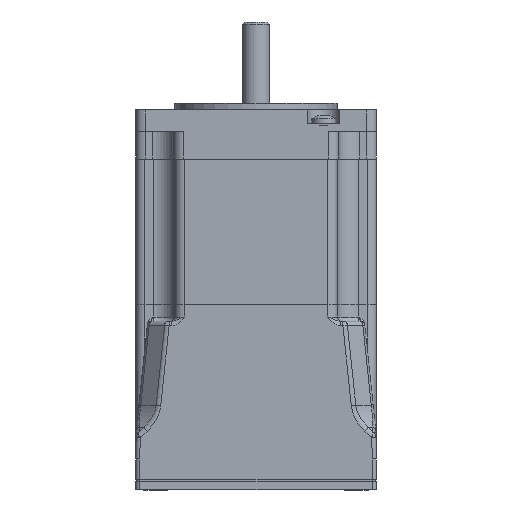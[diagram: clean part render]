
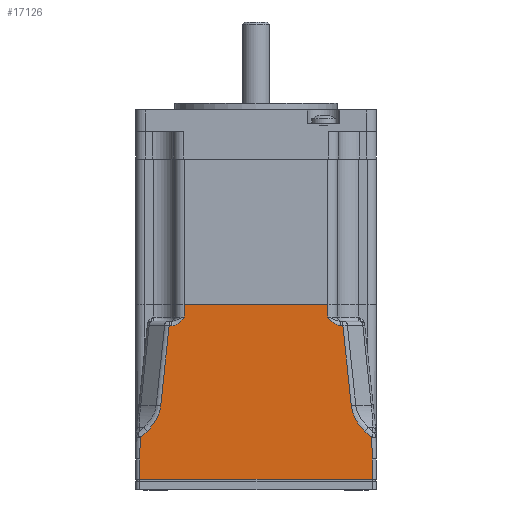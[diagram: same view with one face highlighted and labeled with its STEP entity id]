
A CAD part, front view. The second image highlights one B-rep face of the part: STEP entity #17126.
In plain terms, the highlighted planar face has unit normal (0, -1, 0).
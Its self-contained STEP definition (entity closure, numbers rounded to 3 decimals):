
#13=ELLIPSE('',#18703,16.263,11.5);
#14=ELLIPSE('',#18704,16.263,11.5);
#15=ELLIPSE('',#18705,0.778,0.562);
#288=B_SPLINE_CURVE_WITH_KNOTS('',3,(#33716,#33717,#33718,#33719,#33720,
#33721,#33722,#33723,#33724,#33725,#33726,#33727),.UNSPECIFIED.,.F.,.F.,
(4,2,1,1,1,1,1,1,4),(-0.001,0.,0.074,0.111,
0.148,0.185,0.222,0.296,
0.37),.UNSPECIFIED.);
#289=B_SPLINE_CURVE_WITH_KNOTS('',3,(#33735,#33736,#33737,#33738,#33739,
#33740,#33741,#33742,#33743,#33744,#33745,#33746),.UNSPECIFIED.,.F.,.F.,
(4,1,1,1,1,1,1,2,4),(0.,0.148,0.185,0.222,
0.259,0.296,0.333,0.37,
0.37),.UNSPECIFIED.);
#1321=LINE('',#33607,#2618);
#1346=LINE('',#33700,#2643);
#1347=LINE('',#33704,#2644);
#1348=LINE('',#33708,#2645);
#1349=LINE('',#33712,#2646);
#1350=LINE('',#33714,#2647);
#1351=LINE('',#33729,#2648);
#1352=LINE('',#33731,#2649);
#1353=LINE('',#33733,#2650);
#1354=LINE('',#33748,#2651);
#1355=LINE('',#33750,#2652);
#1356=LINE('',#33754,#2653);
#1357=LINE('',#33756,#2654);
#2618=VECTOR('',#22387,10.);
#2643=VECTOR('',#22460,10.);
#2644=VECTOR('',#22465,10.);
#2645=VECTOR('',#22468,10.);
#2646=VECTOR('',#22471,10.);
#2647=VECTOR('',#22472,10.);
#2648=VECTOR('',#22473,10.);
#2649=VECTOR('',#22474,10.);
#2650=VECTOR('',#22475,10.);
#2651=VECTOR('',#22476,10.);
#2652=VECTOR('',#22477,10.);
#2653=VECTOR('',#22480,10.);
#2654=VECTOR('',#22481,10.);
#5057=FACE_OUTER_BOUND('',#6102,.T.);
#6102=EDGE_LOOP('',(#14261,#14262,#14263,#14264,#14265,#14266,#14267,#14268,
#14269,#14270,#14271,#14272,#14273,#14274,#14275,#14276,#14277,#14278,#14279,
#14280));
#7111=CIRCLE('',#18702,99.);
#7112=CIRCLE('',#18706,99.);
#8351=VERTEX_POINT('',#33593);
#8357=VERTEX_POINT('',#33605);
#8401=VERTEX_POINT('',#33699);
#8402=VERTEX_POINT('',#33703);
#8403=VERTEX_POINT('',#33705);
#8404=VERTEX_POINT('',#33707);
#8405=VERTEX_POINT('',#33709);
#8406=VERTEX_POINT('',#33711);
#8407=VERTEX_POINT('',#33713);
#8408=VERTEX_POINT('',#33715);
#8409=VERTEX_POINT('',#33728);
#8410=VERTEX_POINT('',#33730);
#8411=VERTEX_POINT('',#33732);
#8412=VERTEX_POINT('',#33734);
#8413=VERTEX_POINT('',#33747);
#8414=VERTEX_POINT('',#33749);
#8415=VERTEX_POINT('',#33751);
#8416=VERTEX_POINT('',#33753);
#8417=VERTEX_POINT('',#33755);
#8418=VERTEX_POINT('',#33757);
#10390=EDGE_CURVE('',#8351,#8357,#1321,.T.);
#10436=EDGE_CURVE('',#8351,#8401,#1346,.T.);
#10438=EDGE_CURVE('',#8402,#8357,#1347,.T.);
#10439=EDGE_CURVE('',#8403,#8402,#7111,.T.);
#10440=EDGE_CURVE('',#8404,#8403,#1348,.T.);
#10441=EDGE_CURVE('',#8405,#8404,#13,.T.);
#10442=EDGE_CURVE('',#8406,#8405,#1349,.T.);
#10443=EDGE_CURVE('',#8407,#8406,#1350,.T.);
#10444=EDGE_CURVE('',#8408,#8407,#288,.T.);
#10445=EDGE_CURVE('',#8408,#8409,#1351,.T.);
#10446=EDGE_CURVE('',#8409,#8410,#1352,.T.);
#10447=EDGE_CURVE('',#8411,#8410,#1353,.T.);
#10448=EDGE_CURVE('',#8412,#8411,#289,.T.);
#10449=EDGE_CURVE('',#8413,#8412,#1354,.T.);
#10450=EDGE_CURVE('',#8414,#8413,#1355,.T.);
#10451=EDGE_CURVE('',#8415,#8414,#14,.T.);
#10452=EDGE_CURVE('',#8416,#8415,#1356,.T.);
#10453=EDGE_CURVE('',#8416,#8417,#1357,.T.);
#10454=EDGE_CURVE('',#8418,#8417,#15,.T.);
#10455=EDGE_CURVE('',#8401,#8418,#7112,.T.);
#14261=ORIENTED_EDGE('',*,*,#10390,.T.);
#14262=ORIENTED_EDGE('',*,*,#10438,.F.);
#14263=ORIENTED_EDGE('',*,*,#10439,.F.);
#14264=ORIENTED_EDGE('',*,*,#10440,.F.);
#14265=ORIENTED_EDGE('',*,*,#10441,.F.);
#14266=ORIENTED_EDGE('',*,*,#10442,.F.);
#14267=ORIENTED_EDGE('',*,*,#10443,.F.);
#14268=ORIENTED_EDGE('',*,*,#10444,.F.);
#14269=ORIENTED_EDGE('',*,*,#10445,.T.);
#14270=ORIENTED_EDGE('',*,*,#10446,.T.);
#14271=ORIENTED_EDGE('',*,*,#10447,.F.);
#14272=ORIENTED_EDGE('',*,*,#10448,.F.);
#14273=ORIENTED_EDGE('',*,*,#10449,.F.);
#14274=ORIENTED_EDGE('',*,*,#10450,.F.);
#14275=ORIENTED_EDGE('',*,*,#10451,.F.);
#14276=ORIENTED_EDGE('',*,*,#10452,.F.);
#14277=ORIENTED_EDGE('',*,*,#10453,.T.);
#14278=ORIENTED_EDGE('',*,*,#10454,.F.);
#14279=ORIENTED_EDGE('',*,*,#10455,.F.);
#14280=ORIENTED_EDGE('',*,*,#10436,.F.);
#16381=PLANE('',#18701);
#17126=ADVANCED_FACE('',(#5057),#16381,.T.);
#18701=AXIS2_PLACEMENT_3D('',#33702,#22463,#22464);
#18702=AXIS2_PLACEMENT_3D('',#33706,#22466,#22467);
#18703=AXIS2_PLACEMENT_3D('',#33710,#22469,#22470);
#18704=AXIS2_PLACEMENT_3D('',#33752,#22478,#22479);
#18705=AXIS2_PLACEMENT_3D('',#33758,#22482,#22483);
#18706=AXIS2_PLACEMENT_3D('',#33759,#22484,#22485);
#22387=DIRECTION('',(1.,0.,0.));
#22460=DIRECTION('',(0.,0.,1.));
#22463=DIRECTION('center_axis',(0.,-1.,0.));
#22464=DIRECTION('ref_axis',(1.,0.,0.));
#22465=DIRECTION('',(0.,0.,-1.));
#22466=DIRECTION('center_axis',(0.,1.,0.));
#22467=DIRECTION('ref_axis',(1.,0.,0.02));
#22468=DIRECTION('',(0.724,0.,-0.689));
#22469=DIRECTION('center_axis',(0.,-1.,0.));
#22470=DIRECTION('ref_axis',(-1.,0.,0.));
#22471=DIRECTION('',(0.105,0.,-0.995));
#22472=DIRECTION('',(1.,0.,0.));
#22473=DIRECTION('',(0.,0.,1.));
#22474=DIRECTION('',(-1.,0.,0.));
#22475=DIRECTION('',(0.,0.,1.));
#22476=DIRECTION('',(1.,0.,0.));
#22477=DIRECTION('',(0.105,0.,0.995));
#22478=DIRECTION('center_axis',(0.,-1.,0.));
#22479=DIRECTION('ref_axis',(1.,0.,0.));
#22480=DIRECTION('',(0.724,0.,0.689));
#22481=DIRECTION('',(-1.,0.,0.));
#22482=DIRECTION('center_axis',(0.,1.,0.));
#22483=DIRECTION('ref_axis',(0.091,0.,-0.996));
#22484=DIRECTION('center_axis',(0.,1.,0.));
#22485=DIRECTION('ref_axis',(-1.,0.,0.02));
#33593=CARTESIAN_POINT('',(-27.2,-28.2,-93.9));
#33605=CARTESIAN_POINT('',(27.2,-28.2,-93.9));
#33607=CARTESIAN_POINT('',(-8.4,-28.2,-93.9));
#33699=CARTESIAN_POINT('',(-27.2,-28.2,-89.141));
#33700=CARTESIAN_POINT('',(-27.2,-28.2,-96.9));
#33702=CARTESIAN_POINT('Origin',(-16.8,-28.2,-96.9));
#33703=CARTESIAN_POINT('',(27.2,-28.2,-89.141));
#33704=CARTESIAN_POINT('',(27.2,-28.2,-96.9));
#33705=CARTESIAN_POINT('',(27.075,-28.2,-84.161));
#33706=CARTESIAN_POINT('Origin',(-71.8,-28.2,-89.141));
#33707=CARTESIAN_POINT('',(25.472,-28.2,-82.636));
#33708=CARTESIAN_POINT('',(17.592,-28.2,-75.135));
#33709=CARTESIAN_POINT('',(22.309,-28.2,-76.63));
#33710=CARTESIAN_POINT('Origin',(38.527,-28.2,-75.778));
#33711=CARTESIAN_POINT('',(20.34,-28.2,-57.9));
#33712=CARTESIAN_POINT('',(22.115,-28.2,-74.789));
#33713=CARTESIAN_POINT('',(19.766,-28.2,-57.9));
#33714=CARTESIAN_POINT('',(2.85,-28.2,-57.9));
#33715=CARTESIAN_POINT('',(16.8,-28.2,-55.9));
#33716=CARTESIAN_POINT('Ctrl Pts',(16.8,-28.2,-55.9));
#33717=CARTESIAN_POINT('Ctrl Pts',(16.801,-28.2,-55.902));
#33718=CARTESIAN_POINT('Ctrl Pts',(16.803,-28.2,-55.903));
#33719=CARTESIAN_POINT('Ctrl Pts',(16.955,-28.2,-56.1));
#33720=CARTESIAN_POINT('Ctrl Pts',(17.183,-28.2,-56.394));
#33721=CARTESIAN_POINT('Ctrl Pts',(17.511,-28.2,-56.766));
#33722=CARTESIAN_POINT('Ctrl Pts',(17.772,-28.2,-57.028));
#33723=CARTESIAN_POINT('Ctrl Pts',(18.052,-28.2,-57.268));
#33724=CARTESIAN_POINT('Ctrl Pts',(18.461,-28.2,-57.554));
#33725=CARTESIAN_POINT('Ctrl Pts',(19.022,-28.2,-57.819));
#33726=CARTESIAN_POINT('Ctrl Pts',(19.52,-28.2,-57.9));
#33727=CARTESIAN_POINT('Ctrl Pts',(19.766,-28.2,-57.9));
#33728=CARTESIAN_POINT('',(16.8,-28.2,-52.9));
#33729=CARTESIAN_POINT('',(16.8,-28.2,-96.9));
#33730=CARTESIAN_POINT('',(-16.8,-28.2,-52.9));
#33731=CARTESIAN_POINT('',(-8.4,-28.2,-52.9));
#33732=CARTESIAN_POINT('',(-16.8,-28.2,-55.9));
#33733=CARTESIAN_POINT('',(-16.8,-28.2,-96.9));
#33734=CARTESIAN_POINT('',(-19.766,-28.2,-57.9));
#33735=CARTESIAN_POINT('Ctrl Pts',(-19.766,-28.2,
-57.9));
#33736=CARTESIAN_POINT('Ctrl Pts',(-19.273,-28.2,
-57.9));
#33737=CARTESIAN_POINT('Ctrl Pts',(-18.663,-28.2,-57.697));
#33738=CARTESIAN_POINT('Ctrl Pts',(-18.054,-28.2,-57.268));
#33739=CARTESIAN_POINT('Ctrl Pts',(-17.772,-28.2,
-57.028));
#33740=CARTESIAN_POINT('Ctrl Pts',(-17.511,-28.2,
-56.766));
#33741=CARTESIAN_POINT('Ctrl Pts',(-17.265,-28.2,
-56.487));
#33742=CARTESIAN_POINT('Ctrl Pts',(-17.031,-28.2,
-56.198));
#33743=CARTESIAN_POINT('Ctrl Pts',(-16.879,-28.2,
-56.002));
#33744=CARTESIAN_POINT('Ctrl Pts',(-16.803,-28.2,
-55.903));
#33745=CARTESIAN_POINT('Ctrl Pts',(-16.801,-28.2,
-55.902));
#33746=CARTESIAN_POINT('Ctrl Pts',(-16.8,-28.2,
-55.9));
#33747=CARTESIAN_POINT('',(-20.34,-28.2,-57.9));
#33748=CARTESIAN_POINT('',(-19.65,-28.2,-57.9));
#33749=CARTESIAN_POINT('',(-22.309,-28.2,-76.63));
#33750=CARTESIAN_POINT('',(-22.299,-28.2,-76.536));
#33751=CARTESIAN_POINT('',(-25.472,-28.2,-82.636));
#33752=CARTESIAN_POINT('Origin',(-38.527,-28.2,-75.778));
#33753=CARTESIAN_POINT('',(-26.8,-28.2,-83.9));
#33754=CARTESIAN_POINT('',(-26.406,-28.2,-83.525));
#33755=CARTESIAN_POINT('',(-27.033,-28.2,-83.9));
#33756=CARTESIAN_POINT('',(-21.375,-28.2,-83.9));
#33757=CARTESIAN_POINT('',(-27.073,-28.2,-84.135));
#33758=CARTESIAN_POINT('Origin',(-26.51,-28.2,-84.235));
#33759=CARTESIAN_POINT('Origin',(71.8,-28.2,-89.141));
